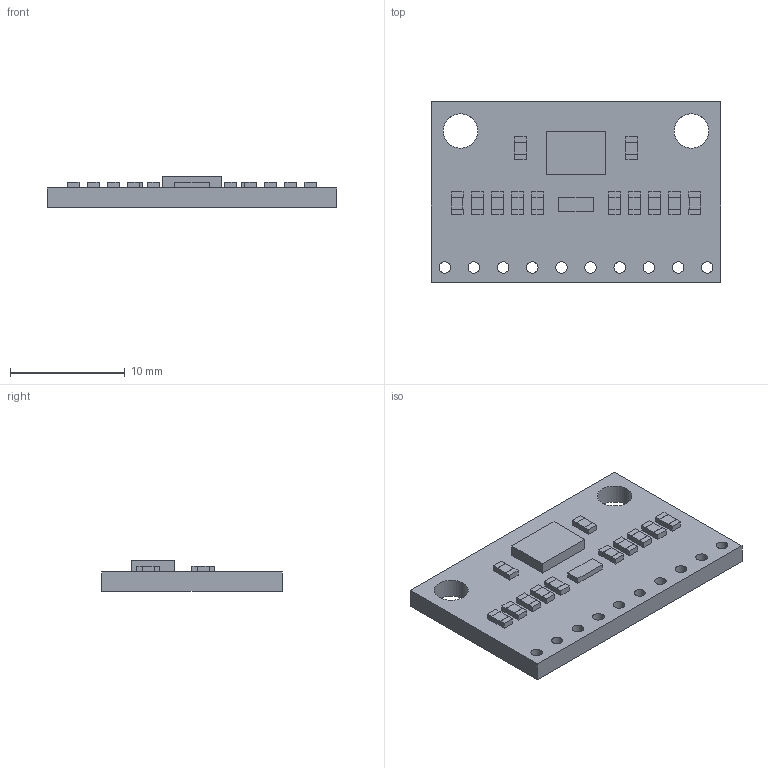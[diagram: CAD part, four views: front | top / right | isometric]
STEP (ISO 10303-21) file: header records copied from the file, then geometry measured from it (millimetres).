
FILE_DESCRIPTION(/* description */ (''),/* implementation_level */ '2;1');
FILE_NAME(/* name */ 'GY-BNO08x (BNO085) v4.step',/* time_stamp */ '2025-04-19T02:41:12-04:00',/* author */ (''),/* organization */ (''),/* preprocessor_version */ 'ST-DEVELOPER v20.1',/* originating_system */ 'Autodesk Translation Framework v14.4.0.0',/* authorisation */ '');
FILE_SCHEMA (('AUTOMOTIVE_DESIGN { 1 0 10303 214 3 1 1 }'));
Length unit declared in the file: millimetre
Products named in the file (1): GY-BNO08x (BNO085)
Bounding box: 25.2 x 15.7 x 2.7 mm (x, y, z)
Volume: 669.2 mm3; surface area: 1031.5 mm2
Topology: 1 solids, 1 shells, 184 faces, 504 edges, 336 vertices
Faces by surface type: plane 172, cylinder 12
Full cylindrical faces by diameter (mm): 1 x10, 3 x2
Entity records: 5893 total; most frequent: CARTESIAN_POINT 1025, ORIENTED_EDGE 1008, DIRECTION 898, EDGE_CURVE 504, LINE 480, VECTOR 480, VERTEX_POINT 336, EDGE_LOOP 222
